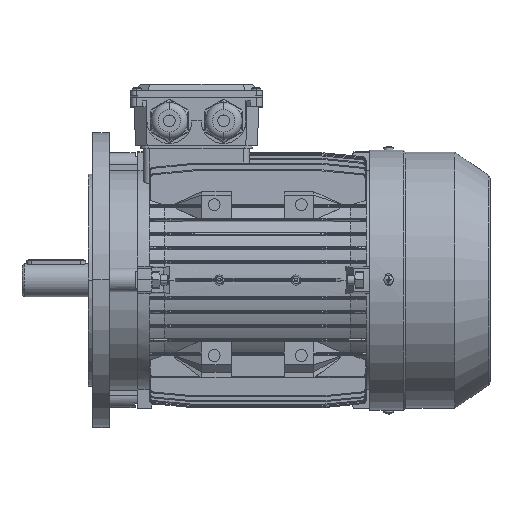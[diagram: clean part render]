
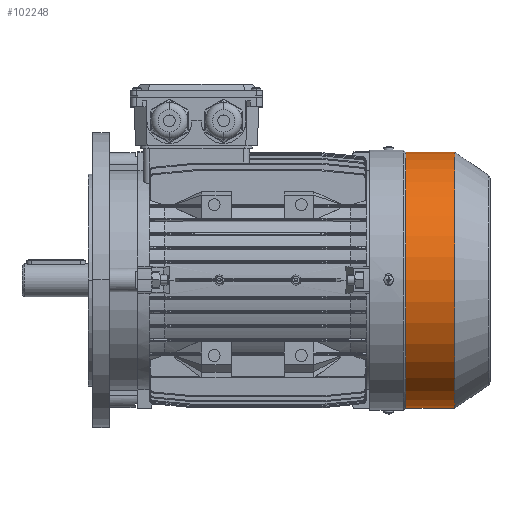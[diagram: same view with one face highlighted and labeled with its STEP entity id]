
A CAD part, top view. The second image highlights one B-rep face of the part: STEP entity #102248.
In plain terms, the highlighted cylindrical face has radius 108.7 mm (diameter 217.4 mm), a partial arc.
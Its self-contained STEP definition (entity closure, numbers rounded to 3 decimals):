
#44209 = DIRECTION ( 'NONE',  ( -1., 0., 0. ) ) ;
#44210 = VECTOR ( 'NONE', #44209, 1000. ) ;
#44211 = CARTESIAN_POINT ( 'NONE',  ( 0., 0., -108.7 ) ) ;
#44212 = LINE ( 'NONE', #44211, #44210 ) ;
#44219 = CARTESIAN_POINT ( 'NONE',  ( 72., 0., -108.7 ) ) ;
#44220 = CARTESIAN_POINT ( 'NONE',  ( 72., 0., 108.7 ) ) ;
#44272 = DIRECTION ( 'NONE',  ( -1., 0., 0. ) ) ;
#44273 = VECTOR ( 'NONE', #44272, 1000. ) ;
#44274 = CARTESIAN_POINT ( 'NONE',  ( 0., 0., 108.7 ) ) ;
#44275 = LINE ( 'NONE', #44274, #44273 ) ;
#44279 = CARTESIAN_POINT ( 'NONE',  ( 30.451, 0., -108.7 ) ) ;
#44280 = CARTESIAN_POINT ( 'NONE',  ( 30.451, 0., 108.7 ) ) ;
#44502 = DIRECTION ( 'NONE',  ( 0., 0., 1. ) ) ;
#44503 = DIRECTION ( 'NONE',  ( -1., 0., 0. ) ) ;
#44504 = CARTESIAN_POINT ( 'NONE',  ( 0., 0., 0. ) ) ;
#44505 = AXIS2_PLACEMENT_3D ( 'NONE', #44504, #44503, #44502 ) ;
#44506 = CYLINDRICAL_SURFACE ( 'NONE', #44505, 108.7 ) ;
#44508 = FACE_OUTER_BOUND ( 'NONE', #102254, .T. ) ;
#44513 = DIRECTION ( 'NONE',  ( 0., 0., 1. ) ) ;
#44514 = DIRECTION ( 'NONE',  ( -1., 0., 0. ) ) ;
#44515 = CARTESIAN_POINT ( 'NONE',  ( 72., 0., 0. ) ) ;
#44516 = AXIS2_PLACEMENT_3D ( 'NONE', #44515, #44514, #44513 ) ;
#44517 = CIRCLE ( 'NONE', #44516, 108.7 ) ;
#44548 = DIRECTION ( 'NONE',  ( 0., 0., 1. ) ) ;
#44549 = DIRECTION ( 'NONE',  ( -1., 0., 0. ) ) ;
#44550 = CARTESIAN_POINT ( 'NONE',  ( 30.451, 0., 0. ) ) ;
#44551 = AXIS2_PLACEMENT_3D ( 'NONE', #44550, #44549, #44548 ) ;
#44552 = CIRCLE ( 'NONE', #44551, 108.7 ) ;
#101798 = VERTEX_POINT ( 'NONE', #44220 ) ;
#101802 = VERTEX_POINT ( 'NONE', #44219 ) ;
#101815 = EDGE_CURVE ( 'NONE', #101802, #101883, #44212, .T. ) ;
#101878 = VERTEX_POINT ( 'NONE', #44280 ) ;
#101883 = VERTEX_POINT ( 'NONE', #44279 ) ;
#101911 = EDGE_CURVE ( 'NONE', #101798, #101878, #44275, .T. ) ;
#102242 = EDGE_CURVE ( 'NONE', #101802, #101798, #44517, .T. ) ;
#102248 = ADVANCED_FACE ( 'NONE', ( #44508 ), #44506, .T. ) ;
#102254 = EDGE_LOOP ( 'NONE', ( #102262, #102269, #102278, #102282 ) ) ;
#102262 = ORIENTED_EDGE ( 'NONE', *, *, #101815, .F. ) ;
#102269 = ORIENTED_EDGE ( 'NONE', *, *, #102242, .T. ) ;
#102278 = ORIENTED_EDGE ( 'NONE', *, *, #101911, .T. ) ;
#102282 = ORIENTED_EDGE ( 'NONE', *, *, #102286, .F. ) ;
#102286 = EDGE_CURVE ( 'NONE', #101883, #101878, #44552, .T. ) ;
